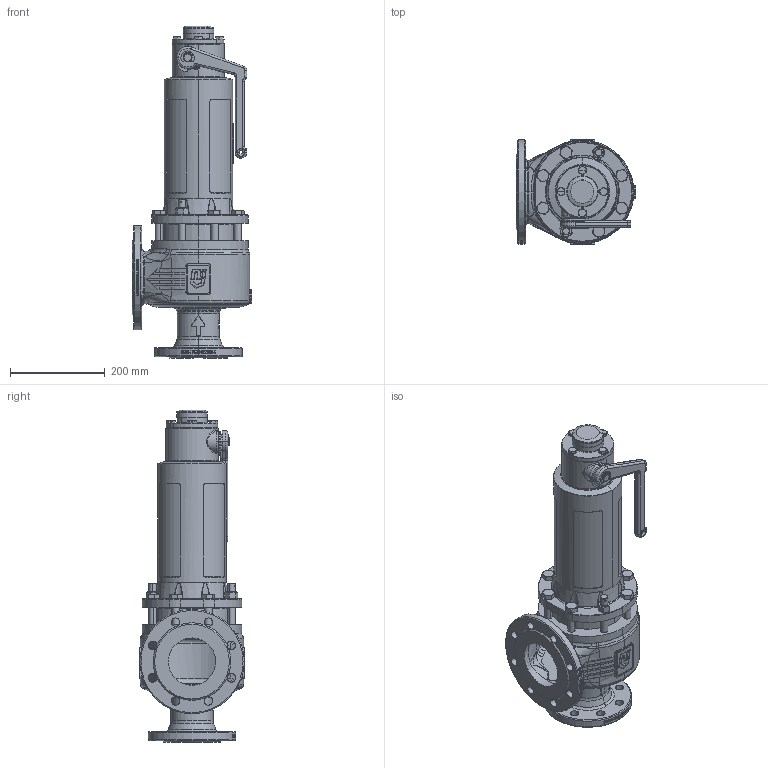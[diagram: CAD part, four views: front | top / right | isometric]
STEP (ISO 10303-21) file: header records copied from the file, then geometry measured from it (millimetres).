
FILE_DESCRIPTION(('HOOPS Exchange Step'),'2;1');
FILE_NAME('SF0412_DN65_DN65-100.stp','2025-06-26T08:41:53+02:00',('nieru'),('Unknown organisation'),'HOOPS Exchange 2024.2','HOOPS Exchange','Unknown authorisation');
FILE_SCHEMA( ('AP203_CONFIGURATION_CONTROLLED_3D_DESIGN_OF_MECHANICAL_PARTS_AND_ASSEMBLIES_MIM_LF') );
Length unit declared in the file: millimetre
Products named in the file (2): 0; root
Assembly tree (1 placements, depth 2):
  root
    0
Bounding box: 253 x 221.05 x 701.85 mm (x, y, z)
Volume: 4546289.4 mm3; surface area: 1103268.4 mm2
Topology: 25 solids, 266 shells, 2461 faces, 6643 edges, 4487 vertices
Faces by surface type: bspline 813, plane 591, cylinder 508, cone 278, torus 149, extrusion 100, sphere 22
Full cylindrical faces by diameter (mm): 63 x1, 65 x1
Entity records: 191785 total; most frequent: CARTESIAN_POINT 138835, ORIENTED_EDGE 11953, DIRECTION 7942, EDGE_CURVE 6530, VERTEX_POINT 4487, B_SPLINE_CURVE_WITH_KNOTS 3268, AXIS2_PLACEMENT_3D 3133, EDGE_LOOP 2699
